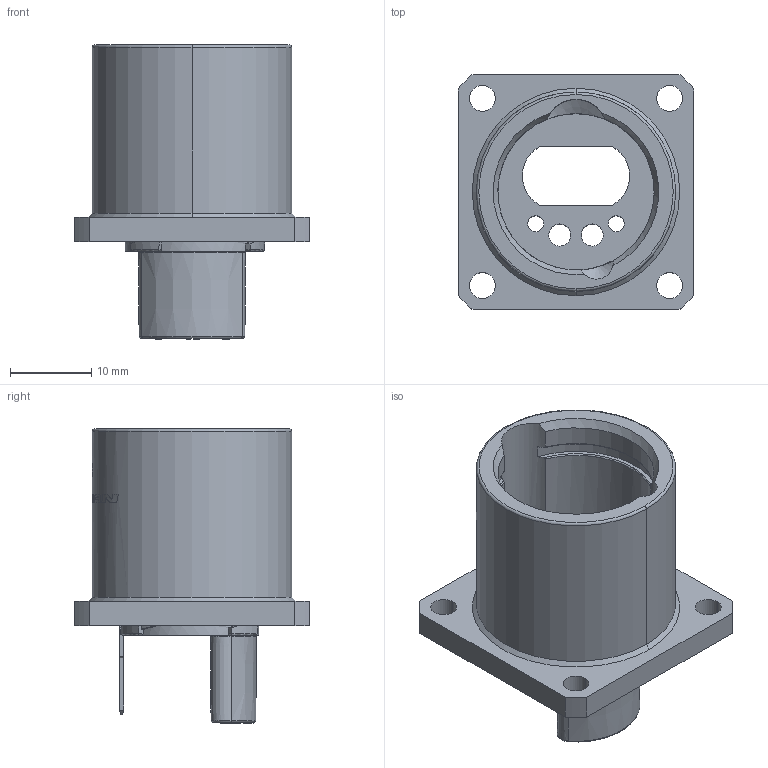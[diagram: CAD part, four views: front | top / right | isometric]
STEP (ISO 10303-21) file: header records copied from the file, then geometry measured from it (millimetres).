
FILE_DESCRIPTION((''),'2;1');
FILE_NAME('D-NO2FW-XP','2020-11-04T08:19:55',('man'),(''),'CREO PARAMETRIC BY PTC INC, 2019080','CREO PARAMETRIC BY PTC INC, 2019080','');
FILE_SCHEMA(('CONFIG_CONTROL_DESIGN'));
Length unit declared in the file: millimetre
Products named in the file (1): D-NO2FW-XP
Bounding box: 29 x 29 x 36.15 mm (x, y, z)
Volume: 7146.5 mm3; surface area: 6093.8 mm2
Topology: 1 solids, 1 shells, 321 faces, 847 edges, 548 vertices
Faces by surface type: plane 103, cylinder 62, bspline 61, extrusion 48, cone 29, torus 18
Entity records: 11928 total; most frequent: CARTESIAN_POINT 4388, ORIENTED_EDGE 1694, DIRECTION 1293, EDGE_CURVE 847, VERTEX_POINT 548, AXIS2_PLACEMENT_3D 432, VECTOR 429, LINE 381
